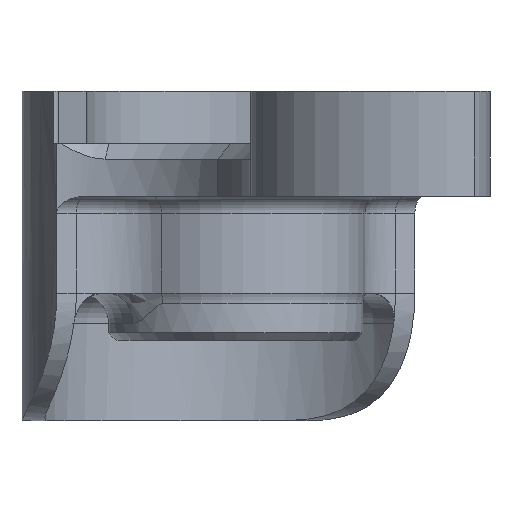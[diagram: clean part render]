
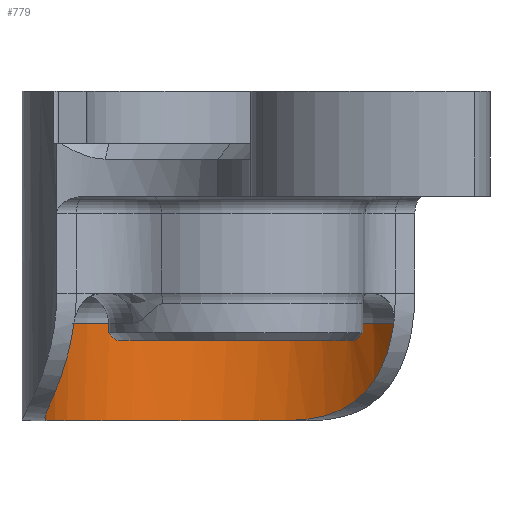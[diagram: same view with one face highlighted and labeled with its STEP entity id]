
A CAD part, front view. The second image highlights one B-rep face of the part: STEP entity #779.
In plain terms, the highlighted cylindrical face has radius 12.764 mm (diameter 25.527 mm), a partial arc.
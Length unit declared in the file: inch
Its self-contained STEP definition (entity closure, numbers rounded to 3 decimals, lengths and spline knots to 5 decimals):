
#2 = CARTESIAN_POINT ( 'NONE',  ( -0.44445, -0.23471, -0.56387 ) ) ;
#15 = CARTESIAN_POINT ( 'NONE',  ( -0.50157, 0.03631, -0.727 ) ) ;
#27 = AXIS2_PLACEMENT_3D ( 'NONE', #528, #1303, #2086 ) ;
#124 = DIRECTION ( 'NONE',  ( -1., 0., 0. ) ) ;
#150 = CARTESIAN_POINT ( 'NONE',  ( 0.13074, 0.48519, -0.728 ) ) ;
#166 = CARTESIAN_POINT ( 'NONE',  ( 0.34091, 0.36953, -0.65336 ) ) ;
#170 = DIRECTION ( 'NONE',  ( 1., 0., 0. ) ) ;
#187 = B_SPLINE_CURVE_WITH_KNOTS ( 'NONE', 3,
 ( #150, #922, #1705, #2482, #734, #1517, #2295, #542, #1315, #2101, #352, #1132, #1911, #166, #937, #1717, #2495, #746, #1527, #2309, #557, #1329, #2115, #366 ),
 .UNSPECIFIED., .F., .F.,
 ( 4, 2, 2, 2, 2, 2, 2, 2, 2, 2, 2, 4 ),
 ( 0., 0.00151, 0.00226, 0.00301, 0.00452, 0.00527, 0.00603, 0.00753, 0.00904, 0.01055, 0.0113, 0.01206 ),
 .UNSPECIFIED. ) ;
#195 = CARTESIAN_POINT ( 'NONE',  ( -0.42847, -0.26256, -0.49124 ) ) ;
#205 = CARTESIAN_POINT ( 'NONE',  ( -0.49913, -0.06121, -0.70864 ) ) ;
#279 = ORIENTED_EDGE ( 'NONE', *, *, #1038, .F. ) ;
#290 = ORIENTED_EDGE ( 'NONE', *, *, #1752, .F. ) ;
#325 = EDGE_CURVE ( 'NONE', #2408, #2351, #187, .T. ) ;
#352 = CARTESIAN_POINT ( 'NONE',  ( 0.30206, 0.40167, -0.68552 ) ) ;
#356 = CARTESIAN_POINT ( 'NONE',  ( 0., 0., -0.472 ) ) ;
#358 = CYLINDRICAL_SURFACE ( 'NONE', #1356, 0.5025 ) ;
#366 = CARTESIAN_POINT ( 'NONE',  ( 0.41567, 0.28235, -0.472 ) ) ;
#402 = CARTESIAN_POINT ( 'NONE',  ( -0.48928, -0.11482, -0.68532 ) ) ;
#528 = CARTESIAN_POINT ( 'NONE',  ( 0., 0., -0.472 ) ) ;
#542 = CARTESIAN_POINT ( 'NONE',  ( 0.25704, 0.43221, -0.70873 ) ) ;
#557 = CARTESIAN_POINT ( 'NONE',  ( 0.40912, 0.29178, -0.50996 ) ) ;
#559 = CIRCLE ( 'NONE', #1979, 0.5025 ) ;
#566 = EDGE_CURVE ( 'NONE', #2408, #2193, #559, .T. ) ;
#587 = CARTESIAN_POINT ( 'NONE',  ( 0.41567, 0.28235, -0.472 ) ) ;
#594 = CARTESIAN_POINT ( 'NONE',  ( -0.47553, -0.16324, -0.65312 ) ) ;
#734 = CARTESIAN_POINT ( 'NONE',  ( 0.20518, 0.4588, -0.72218 ) ) ;
#746 = CARTESIAN_POINT ( 'NONE',  ( 0.39395, 0.31214, -0.56402 ) ) ;
#776 = CARTESIAN_POINT ( 'NONE',  ( -0.45441, -0.2148, -0.59668 ) ) ;
#779 = ADVANCED_FACE ( 'NONE', ( #2108 ), #358, .F. ) ;
#790 = CARTESIAN_POINT ( 'NONE',  ( -0.49975, 0.05622, -0.728 ) ) ;
#875 = CIRCLE ( 'NONE', #2306, 0.5025 ) ;
#894 = CARTESIAN_POINT ( 'NONE',  ( -0.49672, 0.07602, -0.728 ) ) ;
#922 = CARTESIAN_POINT ( 'NONE',  ( 0.15007, 0.47999, -0.728 ) ) ;
#937 = CARTESIAN_POINT ( 'NONE',  ( 0.35185, 0.35903, -0.64065 ) ) ;
#969 = CARTESIAN_POINT ( 'NONE',  ( -0.43186, -0.25703, -0.51035 ) ) ;
#979 = CARTESIAN_POINT ( 'NONE',  ( -0.50236, -0.02262, -0.71891 ) ) ;
#1011 = ORIENTED_EDGE ( 'NONE', *, *, #566, .F. ) ;
#1038 = EDGE_CURVE ( 'NONE', #1599, #2351, #1137, .T. ) ;
#1059 = EDGE_LOOP ( 'NONE', ( #1910, #279, #290, #1978, #1011 ) ) ;
#1094 = CARTESIAN_POINT ( 'NONE',  ( 0., 0., -0.728 ) ) ;
#1132 = CARTESIAN_POINT ( 'NONE',  ( 0.31573, 0.39102, -0.67573 ) ) ;
#1135 = DIRECTION ( 'NONE',  ( 0., 0., -1. ) ) ;
#1137 = CIRCLE ( 'NONE', #27, 0.5025 ) ;
#1139 = CARTESIAN_POINT ( 'NONE',  ( 0., 0., -0.728 ) ) ;
#1176 = CARTESIAN_POINT ( 'NONE',  ( -0.49123, -0.10619, -0.68981 ) ) ;
#1303 = DIRECTION ( 'NONE',  ( 0., 0., -1. ) ) ;
#1315 = CARTESIAN_POINT ( 'NONE',  ( 0.27286, 0.42235, -0.70219 ) ) ;
#1329 = CARTESIAN_POINT ( 'NONE',  ( 0.4128, 0.28655, -0.49113 ) ) ;
#1356 = AXIS2_PLACEMENT_3D ( 'NONE', #1139, #1920, #170 ) ;
#1364 = CARTESIAN_POINT ( 'NONE',  ( -0.48272, -0.13984, -0.67013 ) ) ;
#1381 = CARTESIAN_POINT ( 'NONE',  ( 0.13074, 0.48519, -0.728 ) ) ;
#1399 = VERTEX_POINT ( 'NONE', #2027 ) ;
#1517 = CARTESIAN_POINT ( 'NONE',  ( 0.22286, 0.45048, -0.71857 ) ) ;
#1527 = CARTESIAN_POINT ( 'NONE',  ( 0.39981, 0.30451, -0.5467 ) ) ;
#1562 = CARTESIAN_POINT ( 'NONE',  ( -0.45981, -0.20316, -0.61229 ) ) ;
#1573 = CARTESIAN_POINT ( 'NONE',  ( -0.49672, 0.07602, -0.728 ) ) ;
#1599 = VERTEX_POINT ( 'NONE', #1643 ) ;
#1643 = CARTESIAN_POINT ( 'NONE',  ( -0.5025, 0., -0.472 ) ) ;
#1705 = CARTESIAN_POINT ( 'NONE',  ( 0.16885, 0.47369, -0.72701 ) ) ;
#1717 = CARTESIAN_POINT ( 'NONE',  ( 0.37125, 0.33894, -0.61244 ) ) ;
#1751 = CARTESIAN_POINT ( 'NONE',  ( -0.43985, -0.24311, -0.5466 ) ) ;
#1752 = EDGE_CURVE ( 'NONE', #1399, #1599, #875, .T. ) ;
#1760 = CARTESIAN_POINT ( 'NONE',  ( -0.50288, -0.00305, -0.72245 ) ) ;
#1844 = EDGE_CURVE ( 'NONE', #1399, #2193, #2011, .T. ) ;
#1875 = DIRECTION ( 'NONE',  ( 0., 0., 1. ) ) ;
#1910 = ORIENTED_EDGE ( 'NONE', *, *, #325, .T. ) ;
#1911 = CARTESIAN_POINT ( 'NONE',  ( 0.32233, 0.38559, -0.67038 ) ) ;
#1915 = DIRECTION ( 'NONE',  ( -1., 0., 0. ) ) ;
#1920 = DIRECTION ( 'NONE',  ( 0., 0., 1. ) ) ;
#1948 = CARTESIAN_POINT ( 'NONE',  ( -0.426, -0.26652, -0.472 ) ) ;
#1957 = CARTESIAN_POINT ( 'NONE',  ( -0.49647, -0.0797, -0.70207 ) ) ;
#1978 = ORIENTED_EDGE ( 'NONE', *, *, #1844, .T. ) ;
#1979 = AXIS2_PLACEMENT_3D ( 'NONE', #1094, #1875, #124 ) ;
#2011 = B_SPLINE_CURVE_WITH_KNOTS ( 'NONE', 3,
 ( #1948, #195, #969, #1751, #2, #776, #1562, #2344, #594, #1364, #2154, #402, #1176, #1957, #205, #979, #1760, #15, #790, #1573 ),
 .UNSPECIFIED., .F., .F.,
 ( 4, 2, 2, 2, 2, 2, 2, 2, 2, 4 ),
 ( 0.00202, 0.00352, 0.00503, 0.00653, 0.00804, 0.00879, 0.00954, 0.01105, 0.01255, 0.01406 ),
 .UNSPECIFIED. ) ;
#2027 = CARTESIAN_POINT ( 'NONE',  ( -0.426, -0.26652, -0.472 ) ) ;
#2086 = DIRECTION ( 'NONE',  ( -1., 0., 0. ) ) ;
#2101 = CARTESIAN_POINT ( 'NONE',  ( 0.29496, 0.40692, -0.68999 ) ) ;
#2108 = FACE_OUTER_BOUND ( 'NONE', #1059, .T. ) ;
#2115 = CARTESIAN_POINT ( 'NONE',  ( 0.41436, 0.28428, -0.48161 ) ) ;
#2154 = CARTESIAN_POINT ( 'NONE',  ( -0.48503, -0.13163, -0.67549 ) ) ;
#2193 = VERTEX_POINT ( 'NONE', #894 ) ;
#2295 = CARTESIAN_POINT ( 'NONE',  ( 0.23161, 0.44605, -0.71639 ) ) ;
#2306 = AXIS2_PLACEMENT_3D ( 'NONE', #356, #1135, #1915 ) ;
#2309 = CARTESIAN_POINT ( 'NONE',  ( 0.407, 0.29474, -0.51932 ) ) ;
#2344 = CARTESIAN_POINT ( 'NONE',  ( -0.47034, -0.17742, -0.64042 ) ) ;
#2351 = VERTEX_POINT ( 'NONE', #587 ) ;
#2408 = VERTEX_POINT ( 'NONE', #1381 ) ;
#2482 = CARTESIAN_POINT ( 'NONE',  ( 0.1962, 0.46272, -0.72362 ) ) ;
#2495 = CARTESIAN_POINT ( 'NONE',  ( 0.37972, 0.3293, -0.59683 ) ) ;
